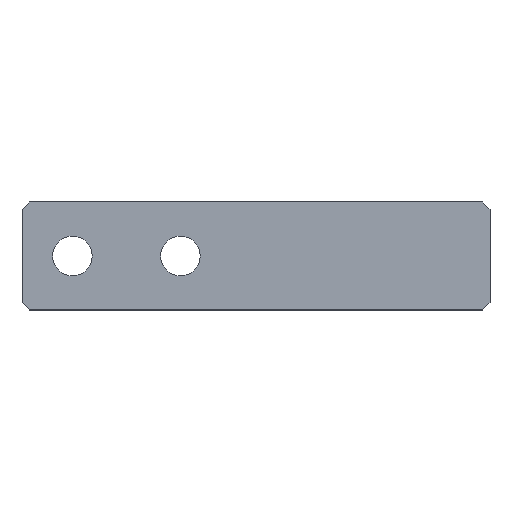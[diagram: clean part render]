
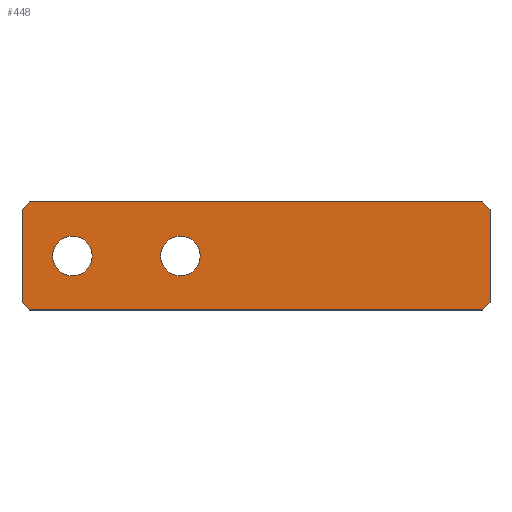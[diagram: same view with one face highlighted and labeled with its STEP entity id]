
A CAD part, top view. The second image highlights one B-rep face of the part: STEP entity #448.
In plain terms, the highlighted planar face has unit normal (0, 0, 1).
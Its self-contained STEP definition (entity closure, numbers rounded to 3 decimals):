
#60=CARTESIAN_POINT('Cartesian Point',(24.75,0.,0.25)) ;
#76=CARTESIAN_POINT('Cartesian Point',(19.25,0.,0.25)) ;
#79=CARTESIAN_POINT('Axis2P3D Location',(22.,0.,0.25)) ;
#96=CARTESIAN_POINT('Axis2P3D Location',(22.,0.,0.25)) ;
#117=CARTESIAN_POINT('Cartesian Point',(9.75,0.,0.25)) ;
#133=CARTESIAN_POINT('Cartesian Point',(4.25,0.,0.25)) ;
#136=CARTESIAN_POINT('Axis2P3D Location',(7.,0.,0.25)) ;
#153=CARTESIAN_POINT('Axis2P3D Location',(7.,0.,0.25)) ;
#170=CARTESIAN_POINT('Line Origine',(64.5,-7.,0.25)) ;
#174=CARTESIAN_POINT('Cartesian Point',(65.,-6.5,0.25)) ;
#176=CARTESIAN_POINT('Cartesian Point',(64.,-7.5,0.25)) ;
#210=CARTESIAN_POINT('Line Origine',(65.,0.,0.25)) ;
#214=CARTESIAN_POINT('Cartesian Point',(65.,6.5,0.25)) ;
#241=CARTESIAN_POINT('Line Origine',(64.5,7.,0.25)) ;
#245=CARTESIAN_POINT('Cartesian Point',(64.,7.5,0.25)) ;
#278=CARTESIAN_POINT('Cartesian Point',(1.,-7.5,0.25)) ;
#286=CARTESIAN_POINT('Line Origine',(32.5,-7.5,0.25)) ;
#303=CARTESIAN_POINT('Line Origine',(0.5,-7.,0.25)) ;
#307=CARTESIAN_POINT('Cartesian Point',(0.,-6.5,0.25)) ;
#340=CARTESIAN_POINT('Cartesian Point',(1.,7.5,0.25)) ;
#343=CARTESIAN_POINT('Line Origine',(32.5,7.5,0.25)) ;
#372=CARTESIAN_POINT('Line Origine',(0.,0.,0.25)) ;
#376=CARTESIAN_POINT('Cartesian Point',(0.,6.5,0.25)) ;
#420=CARTESIAN_POINT('Axis2P3D Location',(0.,0.,0.25)) ;
#425=CARTESIAN_POINT('Line Origine',(0.5,7.,0.25)) ;
#80=DIRECTION('Axis2P3D Direction',(0.,0.,1.)) ;
#97=DIRECTION('Axis2P3D Direction',(0.,0.,1.)) ;
#137=DIRECTION('Axis2P3D Direction',(0.,0.,1.)) ;
#154=DIRECTION('Axis2P3D Direction',(0.,0.,1.)) ;
#171=DIRECTION('Vector Direction',(-0.707,-0.707,0.)) ;
#211=DIRECTION('Vector Direction',(0.,1.,0.)) ;
#242=DIRECTION('Vector Direction',(-0.707,0.707,0.)) ;
#287=DIRECTION('Vector Direction',(-1.,0.,0.)) ;
#304=DIRECTION('Vector Direction',(0.707,-0.707,0.)) ;
#344=DIRECTION('Vector Direction',(1.,0.,0.)) ;
#373=DIRECTION('Vector Direction',(0.,-1.,0.)) ;
#421=DIRECTION('Axis2P3D Direction',(0.,0.,1.)) ;
#422=DIRECTION('Axis2P3D XDirection',(1.,0.,0.)) ;
#426=DIRECTION('Vector Direction',(0.707,0.707,0.)) ;
#81=AXIS2_PLACEMENT_3D('Circle Axis2P3D',#79,#80,$) ;
#98=AXIS2_PLACEMENT_3D('Circle Axis2P3D',#96,#97,$) ;
#138=AXIS2_PLACEMENT_3D('Circle Axis2P3D',#136,#137,$) ;
#155=AXIS2_PLACEMENT_3D('Circle Axis2P3D',#153,#154,$) ;
#423=AXIS2_PLACEMENT_3D('Plane Axis2P3D',#420,#421,#422) ;
#431=ORIENTED_EDGE('Oriented Edge',*,*,#378,.T.) ;
#432=ORIENTED_EDGE('Oriented Edge',*,*,#309,.F.) ;
#433=ORIENTED_EDGE('Oriented Edge',*,*,#290,.T.) ;
#434=ORIENTED_EDGE('Oriented Edge',*,*,#178,.F.) ;
#435=ORIENTED_EDGE('Oriented Edge',*,*,#216,.T.) ;
#436=ORIENTED_EDGE('Oriented Edge',*,*,#247,.F.) ;
#437=ORIENTED_EDGE('Oriented Edge',*,*,#347,.T.) ;
#438=ORIENTED_EDGE('Oriented Edge',*,*,#429,.F.) ;
#441=ORIENTED_EDGE('Oriented Edge',*,*,#157,.F.) ;
#442=ORIENTED_EDGE('Oriented Edge',*,*,#140,.F.) ;
#445=ORIENTED_EDGE('Oriented Edge',*,*,#100,.F.) ;
#446=ORIENTED_EDGE('Oriented Edge',*,*,#83,.F.) ;
#443=FACE_BOUND('Face Bound',#440,.T.) ;
#447=FACE_BOUND('Face Bound',#444,.T.) ;
#172=VECTOR('Line Direction',#171,1.) ;
#212=VECTOR('Line Direction',#211,1.) ;
#243=VECTOR('Line Direction',#242,1.) ;
#288=VECTOR('Line Direction',#287,1.) ;
#305=VECTOR('Line Direction',#304,1.) ;
#345=VECTOR('Line Direction',#344,1.) ;
#374=VECTOR('Line Direction',#373,1.) ;
#427=VECTOR('Line Direction',#426,1.) ;
#448=ADVANCED_FACE('',(#439,#443,#447),#424,.T.) ;
#82=CIRCLE('generated circle',#81,2.75) ;
#99=CIRCLE('generated circle',#98,2.75) ;
#139=CIRCLE('generated circle',#138,2.75) ;
#156=CIRCLE('generated circle',#155,2.75) ;
#83=EDGE_CURVE('',#77,#61,#82,.T.) ;
#100=EDGE_CURVE('',#61,#77,#99,.T.) ;
#140=EDGE_CURVE('',#134,#118,#139,.T.) ;
#157=EDGE_CURVE('',#118,#134,#156,.T.) ;
#178=EDGE_CURVE('',#175,#177,#173,.T.) ;
#216=EDGE_CURVE('',#175,#215,#213,.T.) ;
#247=EDGE_CURVE('',#246,#215,#244,.F.) ;
#290=EDGE_CURVE('',#279,#177,#289,.F.) ;
#309=EDGE_CURVE('',#279,#308,#306,.F.) ;
#347=EDGE_CURVE('',#246,#341,#346,.F.) ;
#378=EDGE_CURVE('',#377,#308,#375,.T.) ;
#429=EDGE_CURVE('',#377,#341,#428,.T.) ;
#430=EDGE_LOOP('Oriented Loop',(#431,#432,#433,#434,#435,#436,#437,#438)) ;
#440=EDGE_LOOP('Oriented Loop',(#441,#442)) ;
#444=EDGE_LOOP('Oriented Loop',(#445,#446)) ;
#439=FACE_OUTER_BOUND('Face Bound',#430,.T.) ;
#173=LINE('Line',#170,#172) ;
#213=LINE('Line',#210,#212) ;
#244=LINE('Line',#241,#243) ;
#289=LINE('Line',#286,#288) ;
#306=LINE('Line',#303,#305) ;
#346=LINE('Line',#343,#345) ;
#375=LINE('Line',#372,#374) ;
#428=LINE('Line',#425,#427) ;
#424=PLANE('Plane',#423) ;
#61=VERTEX_POINT('Vertex Point',#60) ;
#77=VERTEX_POINT('Vertex Point',#76) ;
#118=VERTEX_POINT('Vertex Point',#117) ;
#134=VERTEX_POINT('Vertex Point',#133) ;
#175=VERTEX_POINT('Vertex Point',#174) ;
#177=VERTEX_POINT('Vertex Point',#176) ;
#215=VERTEX_POINT('Vertex Point',#214) ;
#246=VERTEX_POINT('Vertex Point',#245) ;
#279=VERTEX_POINT('Vertex Point',#278) ;
#308=VERTEX_POINT('Vertex Point',#307) ;
#341=VERTEX_POINT('Vertex Point',#340) ;
#377=VERTEX_POINT('Vertex Point',#376) ;
